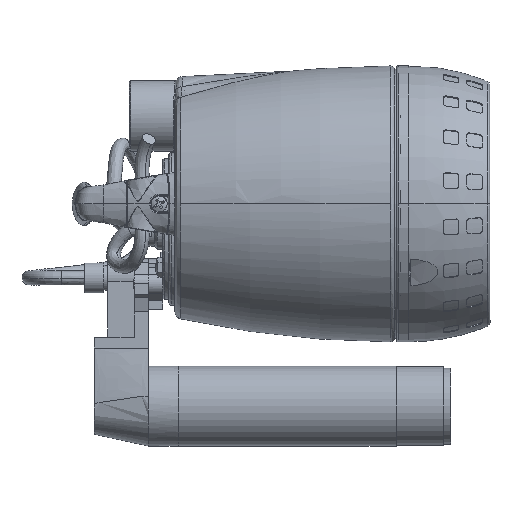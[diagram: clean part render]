
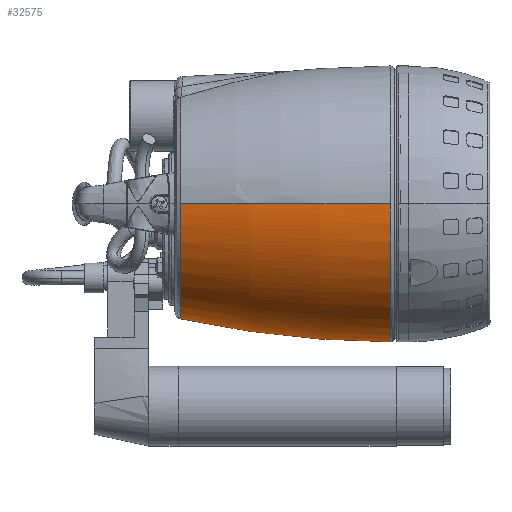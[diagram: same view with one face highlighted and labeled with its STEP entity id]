
A CAD part, left-side view. The second image highlights one B-rep face of the part: STEP entity #32575.
In plain terms, the highlighted toroidal (fillet/blend) face has major radius 543.008 mm and minor radius 631.008 mm.
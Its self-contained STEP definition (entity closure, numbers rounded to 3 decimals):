
#3606 = ORIENTED_EDGE ( 'NONE', *, *, #164916, .T. ) ;
#3697 = CARTESIAN_POINT ( 'NONE',  ( 63.335, -37.695, -3.771 ) ) ;
#5596 = CARTESIAN_POINT ( 'NONE',  ( -55.933, -47.996, -3.771 ) ) ;
#8105 = DIRECTION ( 'NONE',  ( 0., 0., -1. ) ) ;
#10597 = CARTESIAN_POINT ( 'NONE',  ( -87.998, -5.759, -137.377 ) ) ;
#18656 = CARTESIAN_POINT ( 'NONE',  ( 87.998, 0., -137.377 ) ) ;
#18777 = CARTESIAN_POINT ( 'NONE',  ( -46.875, -56.877, -3.771 ) ) ;
#32575 = ADVANCED_FACE ( 'NONE', ( #81310 ), #128257, .T. ) ;
#32853 = CARTESIAN_POINT ( 'NONE',  ( 18.77, -70.991, -3.771 ) ) ;
#33770 = CARTESIAN_POINT ( 'NONE',  ( 4.208, -73.34, -3.771 ) ) ;
#34746 = CARTESIAN_POINT ( 'NONE',  ( -68.86, -26.276, -3.771 ) ) ;
#35636 = CARTESIAN_POINT ( 'NONE',  ( 73.34, -0.486, -3.771 ) ) ;
#42635 = ORIENTED_EDGE ( 'NONE', *, *, #178593, .F. ) ;
#42696 = VERTEX_POINT ( 'NONE', #159781 ) ;
#43416 = CARTESIAN_POINT ( 'NONE',  ( -41.548, -77.732, -137.377 ) ) ;
#47534 = CARTESIAN_POINT ( 'NONE',  ( 41.548, -77.732, -137.377 ) ) ;
#48977 = CARTESIAN_POINT ( 'NONE',  ( 73.34, 0., -3.771 ) ) ;
#50314 = CARTESIAN_POINT ( 'NONE',  ( 31.132, -82.659, -137.377 ) ) ;
#51250 = CARTESIAN_POINT ( 'NONE',  ( 87.998, -5.759, -137.377 ) ) ;
#51342 = DIRECTION ( 'NONE',  ( 0., -1., 0. ) ) ;
#52341 = EDGE_CURVE ( 'NONE', #74475, #79499, #150719, .T. ) ;
#54737 = CARTESIAN_POINT ( 'NONE',  ( -81.823, -33.893, -137.377 ) ) ;
#55454 = EDGE_CURVE ( 'NONE', #85899, #127143, #107393, .T. ) ;
#62948 = CARTESIAN_POINT ( 'NONE',  ( -18.77, -70.991, -3.771 ) ) ;
#64423 = CARTESIAN_POINT ( 'NONE',  ( 5.75, -87.998, -137.377 ) ) ;
#73216 = DIRECTION ( 'NONE',  ( 0., 1., 0. ) ) ;
#74475 = VERTEX_POINT ( 'NONE', #141902 ) ;
#76094 = CARTESIAN_POINT ( 'NONE',  ( -26.818, -68.488, -3.771 ) ) ;
#77906 = CARTESIAN_POINT ( 'NONE',  ( 55.933, -47.996, -3.771 ) ) ;
#79499 = VERTEX_POINT ( 'NONE', #48977 ) ;
#79531 = CARTESIAN_POINT ( 'NONE',  ( 543.008, 0., -139. ) ) ;
#81310 = FACE_OUTER_BOUND ( 'NONE', #157783, .T. ) ;
#82752 = B_SPLINE_CURVE_WITH_KNOTS ( 'NONE', 3,
 ( #122145, #147566, #107118, #108981, #34746, #120284, #5596, #18777, #164438, #76094, #62948, #179492, #133455, #148488 ),
 .UNSPECIFIED., .F., .F.,
 ( 4, 1, 1, 1, 1, 1, 1, 1, 1, 1, 1, 4 ),
 ( 0.43, 0.438, 0.5, 0.562, 0.625, 0.687, 0.75, 0.812, 0.875, 0.906, 0.938, 1. ),
 .UNSPECIFIED. ) ;
#85899 = VERTEX_POINT ( 'NONE', #18656 ) ;
#87269 = ORIENTED_EDGE ( 'NONE', *, *, #55454, .F. ) ;
#89924 = CARTESIAN_POINT ( 'NONE',  ( 0., -87.998, -137.377 ) ) ;
#90186 = CARTESIAN_POINT ( 'NONE',  ( 36.429, -64.072, -3.771 ) ) ;
#91101 = CARTESIAN_POINT ( 'NONE',  ( 68.86, -26.276, -3.771 ) ) ;
#92678 = CIRCLE ( 'NONE', #155734, 631.008 ) ;
#92959 = CARTESIAN_POINT ( 'NONE',  ( 10.538, -72.793, -3.771 ) ) ;
#93560 = CARTESIAN_POINT ( 'NONE',  ( 86.864, -17.278, -137.377 ) ) ;
#97995 = CARTESIAN_POINT ( 'NONE',  ( -64.454, -60.395, -137.377 ) ) ;
#100662 = ORIENTED_EDGE ( 'NONE', *, *, #52341, .F. ) ;
#101439 = CARTESIAN_POINT ( 'NONE',  ( -543.008, 0., -139. ) ) ;
#102170 = EDGE_CURVE ( 'NONE', #148690, #74475, #82752, .T. ) ;
#103543 = CARTESIAN_POINT ( 'NONE',  ( -73.34, 0., -3.771 ) ) ;
#104891 = CARTESIAN_POINT ( 'NONE',  ( 64.454, -60.395, -137.377 ) ) ;
#107118 = CARTESIAN_POINT ( 'NONE',  ( -73.293, -5.185, -3.771 ) ) ;
#107393 = B_SPLINE_CURVE_WITH_KNOTS ( 'NONE', 3,
 ( #145336, #51250, #93560, #136802, #150900, #104891, #164058, #178188, #47534, #50314, #135863, #64423, #176320 ),
 .UNSPECIFIED., .F., .F.,
 ( 4, 1, 1, 1, 1, 1, 1, 1, 1, 1, 4 ),
 ( 0.5, 0.562, 0.625, 0.687, 0.75, 0.781, 0.812, 0.844, 0.875, 0.938, 1. ),
 .UNSPECIFIED. ) ;
#108981 = CARTESIAN_POINT ( 'NONE',  ( -72.346, -14.079, -3.771 ) ) ;
#111188 = CARTESIAN_POINT ( 'NONE',  ( -17.281, -86.865, -137.377 ) ) ;
#112099 = CARTESIAN_POINT ( 'NONE',  ( -87.998, 0., -137.377 ) ) ;
#119307 = CARTESIAN_POINT ( 'NONE',  ( 26.818, -68.488, -3.771 ) ) ;
#120284 = CARTESIAN_POINT ( 'NONE',  ( -63.335, -37.695, -3.771 ) ) ;
#122145 = CARTESIAN_POINT ( 'NONE',  ( -73.34, 0., -3.771 ) ) ;
#127104 = CARTESIAN_POINT ( 'NONE',  ( -48.968, -73.285, -137.377 ) ) ;
#127143 = VERTEX_POINT ( 'NONE', #89924 ) ;
#128257 = TOROIDAL_SURFACE ( 'NONE', #185303, -543.008, 631.008 ) ;
#128437 = B_SPLINE_CURVE_WITH_KNOTS ( 'NONE', 3,
 ( #170337, #172185, #111188, #183557, #43416, #127104, #171261, #97995, #157147, #54737, #141227, #10597, #112099 ),
 .UNSPECIFIED., .F., .F.,
 ( 4, 1, 1, 1, 1, 1, 1, 1, 1, 1, 4 ),
 ( 0., 0.062, 0.125, 0.156, 0.188, 0.219, 0.25, 0.313, 0.375, 0.438, 0.5 ),
 .UNSPECIFIED. ) ;
#132901 = ORIENTED_EDGE ( 'NONE', *, *, #102170, .F. ) ;
#133408 = CARTESIAN_POINT ( 'NONE',  ( 0., -73.34, -3.771 ) ) ;
#133455 = CARTESIAN_POINT ( 'NONE',  ( -4.208, -73.34, -3.771 ) ) ;
#135269 = CARTESIAN_POINT ( 'NONE',  ( 72.346, -14.079, -3.771 ) ) ;
#135863 = CARTESIAN_POINT ( 'NONE',  ( 17.281, -86.865, -137.377 ) ) ;
#136802 = CARTESIAN_POINT ( 'NONE',  ( 81.823, -33.893, -137.377 ) ) ;
#141227 = CARTESIAN_POINT ( 'NONE',  ( -86.864, -17.278, -137.377 ) ) ;
#141902 = CARTESIAN_POINT ( 'NONE',  ( 0., -73.34, -3.771 ) ) ;
#145336 = CARTESIAN_POINT ( 'NONE',  ( 87.998, 0., -137.377 ) ) ;
#145586 = EDGE_CURVE ( 'NONE', #127143, #42696, #128437, .T. ) ;
#147521 = CARTESIAN_POINT ( 'NONE',  ( 73.34, 0., -3.771 ) ) ;
#147566 = CARTESIAN_POINT ( 'NONE',  ( -73.34, -0.486, -3.771 ) ) ;
#148488 = CARTESIAN_POINT ( 'NONE',  ( 0., -73.34, -3.771 ) ) ;
#148690 = VERTEX_POINT ( 'NONE', #103543 ) ;
#149368 = CARTESIAN_POINT ( 'NONE',  ( 46.875, -56.877, -3.771 ) ) ;
#149459 = CIRCLE ( 'NONE', #152411, 631.008 ) ;
#150719 = B_SPLINE_CURVE_WITH_KNOTS ( 'NONE', 3,
 ( #133408, #33770, #92959, #32853, #119307, #90186, #149368, #77906, #3697, #91101, #135269, #179447, #35636, #147521 ),
 .UNSPECIFIED., .F., .F.,
 ( 4, 1, 1, 1, 1, 1, 1, 1, 1, 1, 1, 4 ),
 ( 0., 0.062, 0.094, 0.125, 0.188, 0.25, 0.313, 0.375, 0.438, 0.5, 0.562, 0.57 ),
 .UNSPECIFIED. ) ;
#150900 = CARTESIAN_POINT ( 'NONE',  ( 73.641, -49.203, -137.377 ) ) ;
#150909 = DIRECTION ( 'NONE',  ( 0., 0., -1. ) ) ;
#152411 = AXIS2_PLACEMENT_3D ( 'NONE', #79531, #51342, #8105 ) ;
#155734 = AXIS2_PLACEMENT_3D ( 'NONE', #101439, #73216, #156899 ) ;
#156899 = DIRECTION ( 'NONE',  ( 0., 0., 1. ) ) ;
#157147 = CARTESIAN_POINT ( 'NONE',  ( -73.641, -49.203, -137.377 ) ) ;
#157783 = EDGE_LOOP ( 'NONE', ( #42635, #100662, #132901, #3606, #182870, #87269 ) ) ;
#159781 = CARTESIAN_POINT ( 'NONE',  ( -87.998, 0., -137.377 ) ) ;
#164058 = CARTESIAN_POINT ( 'NONE',  ( 55.915, -68.132, -137.377 ) ) ;
#164438 = CARTESIAN_POINT ( 'NONE',  ( -36.429, -64.072, -3.771 ) ) ;
#164916 = EDGE_CURVE ( 'NONE', #148690, #42696, #149459, .T. ) ;
#170337 = CARTESIAN_POINT ( 'NONE',  ( 0., -87.998, -137.377 ) ) ;
#171261 = CARTESIAN_POINT ( 'NONE',  ( -55.915, -68.132, -137.377 ) ) ;
#172185 = CARTESIAN_POINT ( 'NONE',  ( -5.75, -87.998, -137.377 ) ) ;
#176320 = CARTESIAN_POINT ( 'NONE',  ( 0., -87.998, -137.377 ) ) ;
#177267 = CARTESIAN_POINT ( 'NONE',  ( 0., 0., -139. ) ) ;
#178188 = CARTESIAN_POINT ( 'NONE',  ( 48.968, -73.285, -137.377 ) ) ;
#178593 = EDGE_CURVE ( 'NONE', #79499, #85899, #92678, .T. ) ;
#179447 = CARTESIAN_POINT ( 'NONE',  ( 73.293, -5.185, -3.771 ) ) ;
#179492 = CARTESIAN_POINT ( 'NONE',  ( -10.538, -72.793, -3.771 ) ) ;
#180059 = DIRECTION ( 'NONE',  ( -1., 0., 0. ) ) ;
#182870 = ORIENTED_EDGE ( 'NONE', *, *, #145586, .F. ) ;
#183557 = CARTESIAN_POINT ( 'NONE',  ( -31.132, -82.659, -137.377 ) ) ;
#185303 = AXIS2_PLACEMENT_3D ( 'NONE', #177267, #150909, #180059 ) ;
